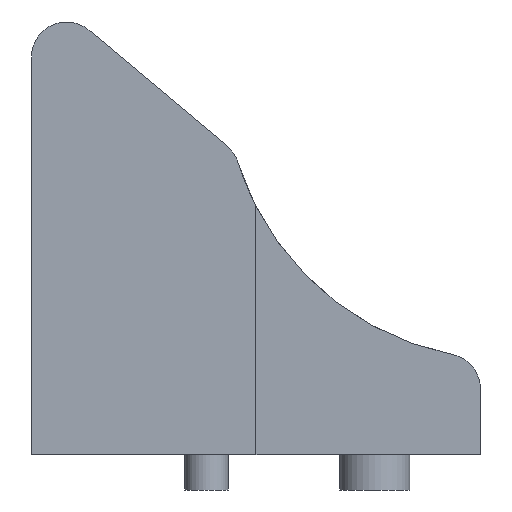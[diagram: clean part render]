
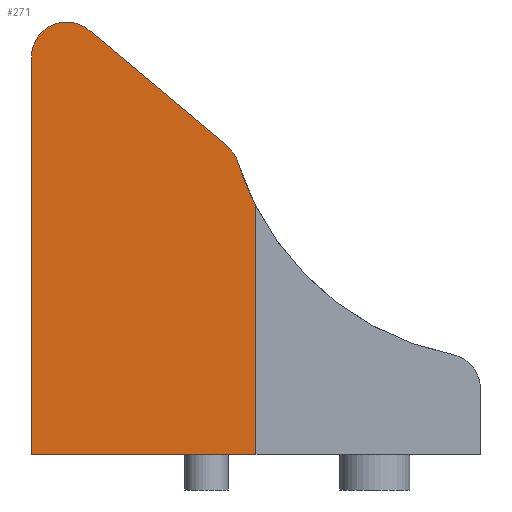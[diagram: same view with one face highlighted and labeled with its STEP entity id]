
A CAD part, front view. The second image highlights one B-rep face of the part: STEP entity #271.
In plain terms, the highlighted planar face has unit normal (0, -1, 0).
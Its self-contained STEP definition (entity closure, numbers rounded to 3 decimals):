
#25=PLANE('',#301);
#40=FACE_OUTER_BOUND('',#58,.T.);
#58=EDGE_LOOP('',(#235,#236,#237,#238,#239,#240,#241));
#67=LINE('',#414,#90);
#72=LINE('',#432,#95);
#81=LINE('',#455,#104);
#82=LINE('',#460,#105);
#90=VECTOR('',#331,10.);
#95=VECTOR('',#348,10.);
#104=VECTOR('',#373,10.);
#105=VECTOR('',#380,10.);
#117=CIRCLE('',#297,2.);
#118=CIRCLE('',#300,2.);
#119=CIRCLE('',#302,16.137);
#128=VERTEX_POINT('',#411);
#129=VERTEX_POINT('',#413);
#136=VERTEX_POINT('',#431);
#140=VERTEX_POINT('',#447);
#141=VERTEX_POINT('',#449);
#142=VERTEX_POINT('',#453);
#143=VERTEX_POINT('',#459);
#154=EDGE_CURVE('',#128,#129,#67,.T.);
#163=EDGE_CURVE('',#129,#136,#72,.T.);
#172=EDGE_CURVE('',#140,#141,#117,.T.);
#175=EDGE_CURVE('',#140,#142,#81,.T.);
#176=EDGE_CURVE('',#136,#142,#118,.T.);
#177=EDGE_CURVE('',#128,#143,#82,.T.);
#178=EDGE_CURVE('',#143,#141,#119,.T.);
#235=ORIENTED_EDGE('',*,*,#172,.F.);
#236=ORIENTED_EDGE('',*,*,#175,.T.);
#237=ORIENTED_EDGE('',*,*,#176,.F.);
#238=ORIENTED_EDGE('',*,*,#163,.F.);
#239=ORIENTED_EDGE('',*,*,#154,.F.);
#240=ORIENTED_EDGE('',*,*,#177,.T.);
#241=ORIENTED_EDGE('',*,*,#178,.T.);
#271=ADVANCED_FACE('',(#40),#25,.T.);
#297=AXIS2_PLACEMENT_3D('',#450,#367,#368);
#300=AXIS2_PLACEMENT_3D('',#457,#376,#377);
#301=AXIS2_PLACEMENT_3D('',#458,#378,#379);
#302=AXIS2_PLACEMENT_3D('',#461,#381,#382);
#331=DIRECTION('',(-1.,0.,0.));
#348=DIRECTION('',(0.,0.,1.));
#367=DIRECTION('center_axis',(0.,1.,0.));
#368=DIRECTION('ref_axis',(0.832,0.,0.555));
#373=DIRECTION('',(-0.766,0.,0.643));
#376=DIRECTION('center_axis',(0.,1.,0.));
#377=DIRECTION('ref_axis',(-0.423,0.,0.906));
#378=DIRECTION('center_axis',(0.,-1.,0.));
#379=DIRECTION('ref_axis',(1.,0.,0.));
#380=DIRECTION('',(0.,0.,1.));
#381=DIRECTION('center_axis',(0.,1.,0.));
#382=DIRECTION('ref_axis',(-1.,0.,0.));
#411=CARTESIAN_POINT('',(-23.798,28.654,4.));
#413=CARTESIAN_POINT('',(-36.622,28.654,4.));
#414=CARTESIAN_POINT('',(-18.311,28.654,4.));
#431=CARTESIAN_POINT('',(-36.622,28.654,26.733));
#432=CARTESIAN_POINT('',(-36.622,28.654,4.));
#447=CARTESIAN_POINT('',(-25.45,28.654,21.648));
#449=CARTESIAN_POINT('',(-24.828,28.654,20.717));
#450=CARTESIAN_POINT('Origin',(-26.736,28.654,20.116));
#453=CARTESIAN_POINT('',(-33.337,28.654,28.265));
#455=CARTESIAN_POINT('',(-29.969,28.654,25.44));
#457=CARTESIAN_POINT('Origin',(-34.622,28.654,26.733));
#458=CARTESIAN_POINT('Origin',(-36.622,28.654,4.));
#459=CARTESIAN_POINT('',(-23.798,28.654,18.205));
#460=CARTESIAN_POINT('',(-23.798,28.654,11.102));
#461=CARTESIAN_POINT('Origin',(-9.436,28.654,25.564));
